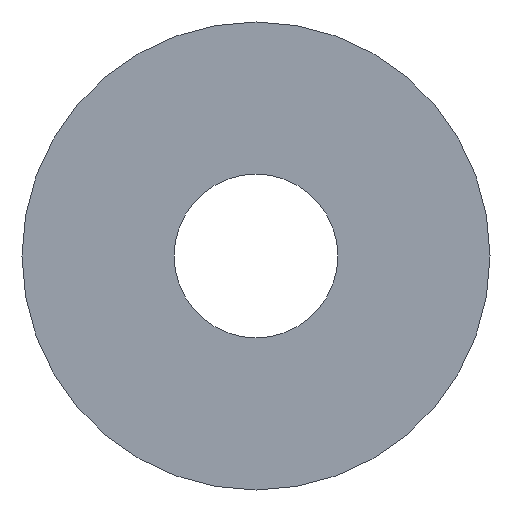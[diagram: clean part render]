
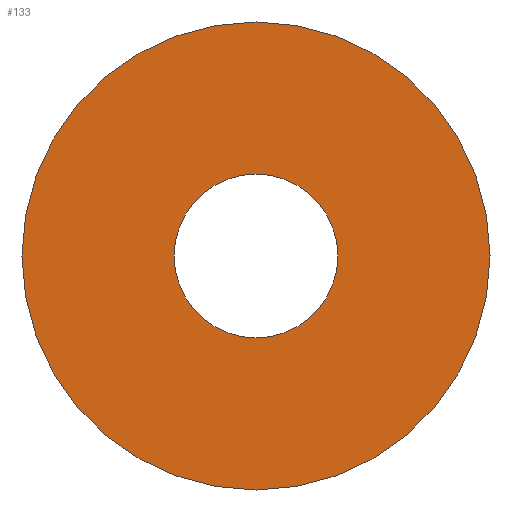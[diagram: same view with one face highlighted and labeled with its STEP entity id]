
A CAD part, front view. The second image highlights one B-rep face of the part: STEP entity #133.
In plain terms, the highlighted planar face has unit normal (0, -1, 0).
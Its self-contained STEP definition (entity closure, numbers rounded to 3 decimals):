
#8 = FACE_BOUND ( 'NONE', #175, .T. ) ;
#9 = DIRECTION ( 'NONE',  ( 0., 1., 0. ) ) ;
#19 = VERTEX_POINT ( 'NONE', #173 ) ;
#21 = VERTEX_POINT ( 'NONE', #67 ) ;
#26 = EDGE_CURVE ( 'NONE', #70, #189, #139, .T. ) ;
#28 = CARTESIAN_POINT ( 'NONE',  ( 0., 0., 0. ) ) ;
#29 = AXIS2_PLACEMENT_3D ( 'NONE', #28, #117, #185 ) ;
#45 = AXIS2_PLACEMENT_3D ( 'NONE', #46, #153, #47 ) ;
#46 = CARTESIAN_POINT ( 'NONE',  ( 0., 0., 0. ) ) ;
#47 = DIRECTION ( 'NONE',  ( 0., 0., 1. ) ) ;
#50 = EDGE_LOOP ( 'NONE', ( #155, #72 ) ) ;
#55 = DIRECTION ( 'NONE',  ( 0., 0., 1. ) ) ;
#59 = DIRECTION ( 'NONE',  ( 0., 1., 0. ) ) ;
#62 = CARTESIAN_POINT ( 'NONE',  ( 0., 0., -5. ) ) ;
#67 = CARTESIAN_POINT ( 'NONE',  ( 0., 0., -1.75 ) ) ;
#69 = CIRCLE ( 'NONE', #78, 5. ) ;
#70 = VERTEX_POINT ( 'NONE', #147 ) ;
#72 = ORIENTED_EDGE ( 'NONE', *, *, #26, .F. ) ;
#74 = PLANE ( 'NONE',  #29 ) ;
#78 = AXIS2_PLACEMENT_3D ( 'NONE', #178, #9, #55 ) ;
#82 = EDGE_CURVE ( 'NONE', #19, #21, #159, .T. ) ;
#85 = AXIS2_PLACEMENT_3D ( 'NONE', #123, #179, #195 ) ;
#93 = ORIENTED_EDGE ( 'NONE', *, *, #82, .T. ) ;
#96 = EDGE_CURVE ( 'NONE', #189, #70, #69, .T. ) ;
#101 = CIRCLE ( 'NONE', #45, 1.75 ) ;
#105 = ORIENTED_EDGE ( 'NONE', *, *, #148, .T. ) ;
#110 = DIRECTION ( 'NONE',  ( 0., 0., 1. ) ) ;
#117 = DIRECTION ( 'NONE',  ( 0., 1., 0. ) ) ;
#123 = CARTESIAN_POINT ( 'NONE',  ( 0., 0., 0. ) ) ;
#133 = ADVANCED_FACE ( 'NONE', ( #141, #8 ), #74, .F. ) ;
#139 = CIRCLE ( 'NONE', #85, 5. ) ;
#141 = FACE_OUTER_BOUND ( 'NONE', #50, .T. ) ;
#147 = CARTESIAN_POINT ( 'NONE',  ( 0., 0., 5. ) ) ;
#148 = EDGE_CURVE ( 'NONE', #21, #19, #101, .T. ) ;
#153 = DIRECTION ( 'NONE',  ( 0., 1., 0. ) ) ;
#155 = ORIENTED_EDGE ( 'NONE', *, *, #96, .F. ) ;
#159 = CIRCLE ( 'NONE', #177, 1.75 ) ;
#163 = CARTESIAN_POINT ( 'NONE',  ( 0., 0., 0. ) ) ;
#173 = CARTESIAN_POINT ( 'NONE',  ( 0., 0., 1.75 ) ) ;
#175 = EDGE_LOOP ( 'NONE', ( #105, #93 ) ) ;
#177 = AXIS2_PLACEMENT_3D ( 'NONE', #163, #59, #110 ) ;
#178 = CARTESIAN_POINT ( 'NONE',  ( 0., 0., 0. ) ) ;
#179 = DIRECTION ( 'NONE',  ( 0., 1., 0. ) ) ;
#185 = DIRECTION ( 'NONE',  ( 0., 0., 1. ) ) ;
#189 = VERTEX_POINT ( 'NONE', #62 ) ;
#195 = DIRECTION ( 'NONE',  ( 0., 0., 1. ) ) ;
